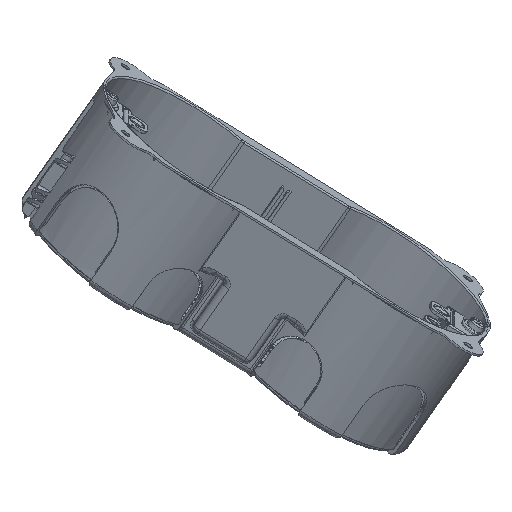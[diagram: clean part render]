
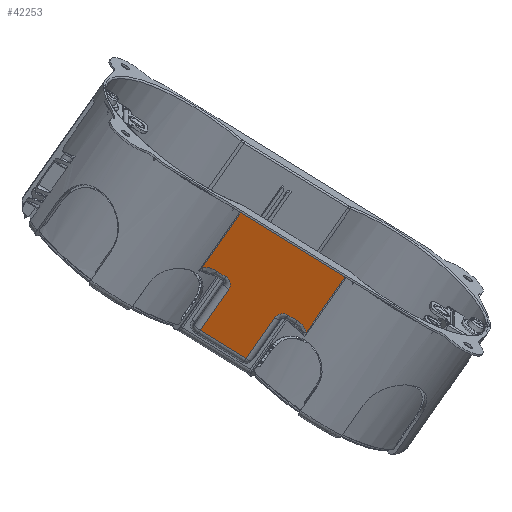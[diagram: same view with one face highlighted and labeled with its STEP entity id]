
A CAD part, front view. The second image highlights one B-rep face of the part: STEP entity #42253.
In plain terms, the highlighted face is planar.
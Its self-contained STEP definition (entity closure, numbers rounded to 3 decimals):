
#8917=CARTESIAN_POINT('Vertex',(-8.2,-29.,-23.8)) ;
#8920=CARTESIAN_POINT('Axis2P3D Location',(-11.,-29.,-23.8)) ;
#8924=CARTESIAN_POINT('Vertex',(-11.,-29.,-21.)) ;
#8957=CARTESIAN_POINT('Vertex',(-8.2,-29.,-39.4)) ;
#8960=CARTESIAN_POINT('Line Origine',(-8.2,-29.,-21.)) ;
#8988=CARTESIAN_POINT('Vertex',(8.2,-29.,-39.4)) ;
#8991=CARTESIAN_POINT('Line Origine',(0.,-29.,-39.4)) ;
#9026=CARTESIAN_POINT('Vertex',(8.2,-29.,-23.8)) ;
#9029=CARTESIAN_POINT('Line Origine',(8.2,-29.,-21.)) ;
#9064=CARTESIAN_POINT('Vertex',(11.,-29.,-21.)) ;
#9067=CARTESIAN_POINT('Axis2P3D Location',(11.,-29.,-23.8)) ;
#39563=CARTESIAN_POINT('Vertex',(18.596,-29.,-22.435)) ;
#39575=CARTESIAN_POINT('Vertex',(18.596,-29.,-0.6)) ;
#39578=CARTESIAN_POINT('Line Origine',(18.596,-29.,-22.5)) ;
#42172=CARTESIAN_POINT('Axis2P3D Location',(-18.729,-29.,0.)) ;
#42177=CARTESIAN_POINT('Line Origine',(0.,-29.,-0.6)) ;
#42181=CARTESIAN_POINT('Vertex',(-18.596,-29.,-0.6)) ;
#42184=CARTESIAN_POINT('Line Origine',(-18.596,-29.,-11.518)) ;
#42188=CARTESIAN_POINT('Vertex',(-18.596,-29.,-22.435)) ;
#42192=CARTESIAN_POINT('Control Point',(-14.346,-29.,-21.)) ;
#42193=CARTESIAN_POINT('Control Point',(-14.546,-29.,-21.)) ;
#42194=CARTESIAN_POINT('Control Point',(-14.745,-29.,-21.007)) ;
#42195=CARTESIAN_POINT('Control Point',(-14.944,-29.,-21.02)) ;
#42196=CARTESIAN_POINT('Control Point',(-15.546,-29.,-21.08)) ;
#42197=CARTESIAN_POINT('Control Point',(-16.136,-29.,-21.198)) ;
#42198=CARTESIAN_POINT('Control Point',(-16.525,-29.,-21.302)) ;
#42199=CARTESIAN_POINT('Control Point',(-17.088,-29.,-21.495)) ;
#42200=CARTESIAN_POINT('Control Point',(-17.627,-29.,-21.757)) ;
#42201=CARTESIAN_POINT('Control Point',(-17.796,-29.,-21.848)) ;
#42202=CARTESIAN_POINT('Control Point',(-18.064,-29.,-22.009)) ;
#42203=CARTESIAN_POINT('Control Point',(-18.319,-29.,-22.196)) ;
#42204=CARTESIAN_POINT('Control Point',(-18.414,-29.,-22.271)) ;
#42205=CARTESIAN_POINT('Control Point',(-18.506,-29.,-22.35)) ;
#42206=CARTESIAN_POINT('Control Point',(-18.596,-29.,-22.435)) ;
#42207=CARTESIAN_POINT('Vertex',(-14.346,-29.,-21.)) ;
#42210=CARTESIAN_POINT('Line Origine',(-12.673,-29.,-21.)) ;
#42215=CARTESIAN_POINT('Line Origine',(12.673,-29.,-21.)) ;
#42219=CARTESIAN_POINT('Vertex',(14.346,-29.,-21.)) ;
#42223=CARTESIAN_POINT('Control Point',(18.596,-29.,-22.435)) ;
#42224=CARTESIAN_POINT('Control Point',(18.567,-29.,-22.408)) ;
#42225=CARTESIAN_POINT('Control Point',(18.539,-29.,-22.382)) ;
#42226=CARTESIAN_POINT('Control Point',(18.51,-29.,-22.356)) ;
#42227=CARTESIAN_POINT('Control Point',(18.287,-29.,-22.162)) ;
#42228=CARTESIAN_POINT('Control Point',(18.051,-29.,-21.997)) ;
#42229=CARTESIAN_POINT('Control Point',(17.84,-29.,-21.869)) ;
#42230=CARTESIAN_POINT('Control Point',(17.394,-29.,-21.633)) ;
#42231=CARTESIAN_POINT('Control Point',(16.929,-29.,-21.447)) ;
#42232=CARTESIAN_POINT('Control Point',(16.687,-29.,-21.363)) ;
#42233=CARTESIAN_POINT('Control Point',(16.085,-29.,-21.185)) ;
#42234=CARTESIAN_POINT('Control Point',(15.466,-29.,-21.07)) ;
#42235=CARTESIAN_POINT('Control Point',(15.096,-29.,-21.024)) ;
#42236=CARTESIAN_POINT('Control Point',(14.722,-29.,-21.)) ;
#42237=CARTESIAN_POINT('Control Point',(14.346,-29.,-21.)) ;
#8921=DIRECTION('Axis2P3D Direction',(0.,-1.,-0.)) ;
#8961=DIRECTION('Vector Direction',(0.,0.,-1.)) ;
#8992=DIRECTION('Vector Direction',(-1.,0.,0.)) ;
#9030=DIRECTION('Vector Direction',(0.,0.,-1.)) ;
#9068=DIRECTION('Axis2P3D Direction',(0.,-1.,0.)) ;
#39579=DIRECTION('Vector Direction',(0.,0.,1.)) ;
#42173=DIRECTION('Axis2P3D Direction',(0.,-1.,0.)) ;
#42174=DIRECTION('Axis2P3D XDirection',(1.,0.,0.)) ;
#42178=DIRECTION('Vector Direction',(-1.,0.,0.)) ;
#42185=DIRECTION('Vector Direction',(0.,0.,1.)) ;
#42211=DIRECTION('Vector Direction',(1.,0.,0.)) ;
#42216=DIRECTION('Vector Direction',(1.,0.,0.)) ;
#8922=AXIS2_PLACEMENT_3D('Circle Axis2P3D',#8920,#8921,$) ;
#9069=AXIS2_PLACEMENT_3D('Circle Axis2P3D',#9067,#9068,$) ;
#42175=AXIS2_PLACEMENT_3D('Plane Axis2P3D',#42172,#42173,#42174) ;
#42240=ORIENTED_EDGE('',*,*,#39582,.F.) ;
#42241=ORIENTED_EDGE('',*,*,#42183,.F.) ;
#42242=ORIENTED_EDGE('',*,*,#42190,.T.) ;
#42243=ORIENTED_EDGE('',*,*,#42209,.F.) ;
#42244=ORIENTED_EDGE('',*,*,#42214,.F.) ;
#42245=ORIENTED_EDGE('',*,*,#8926,.F.) ;
#42246=ORIENTED_EDGE('',*,*,#8964,.F.) ;
#42247=ORIENTED_EDGE('',*,*,#8995,.F.) ;
#42248=ORIENTED_EDGE('',*,*,#9033,.F.) ;
#42249=ORIENTED_EDGE('',*,*,#9071,.F.) ;
#42250=ORIENTED_EDGE('',*,*,#42221,.F.) ;
#42251=ORIENTED_EDGE('',*,*,#42238,.F.) ;
#8962=VECTOR('Line Direction',#8961,1.) ;
#8993=VECTOR('Line Direction',#8992,1.) ;
#9031=VECTOR('Line Direction',#9030,1.) ;
#39580=VECTOR('Line Direction',#39579,1.) ;
#42179=VECTOR('Line Direction',#42178,1.) ;
#42186=VECTOR('Line Direction',#42185,1.) ;
#42212=VECTOR('Line Direction',#42211,1.) ;
#42217=VECTOR('Line Direction',#42216,1.) ;
#42253=ADVANCED_FACE('PartBody',(#42252),#42176,.T.) ;
#42191=B_SPLINE_CURVE_WITH_KNOTS('',5,(#42192,#42193,#42194,#42195,#42196,#42197,#42198,#42199,#42200,#42201,#42202,#42203,#42204,#42205,#42206),.UNSPECIFIED.,.F.,.U.,(6,3,3,3,6),(9.344,10.63,13.259,14.491,15.245),.UNSPECIFIED.) ;
#42222=B_SPLINE_CURVE_WITH_KNOTS('',5,(#42223,#42224,#42225,#42226,#42227,#42228,#42229,#42230,#42231,#42232,#42233,#42234,#42235,#42236,#42237),.UNSPECIFIED.,.F.,.U.,(6,3,3,3,6),(13.436,13.675,15.25,16.916,19.336),.UNSPECIFIED.) ;
#8923=CIRCLE('generated circle',#8922,2.8) ;
#9070=CIRCLE('generated circle',#9069,2.8) ;
#8926=EDGE_CURVE('',#8918,#8925,#8923,.T.) ;
#8964=EDGE_CURVE('',#8958,#8918,#8963,.F.) ;
#8995=EDGE_CURVE('',#8989,#8958,#8994,.T.) ;
#9033=EDGE_CURVE('',#9027,#8989,#9032,.T.) ;
#9071=EDGE_CURVE('',#9065,#9027,#9070,.T.) ;
#39582=EDGE_CURVE('',#39576,#39564,#39581,.F.) ;
#42183=EDGE_CURVE('',#42182,#39576,#42180,.F.) ;
#42190=EDGE_CURVE('',#42182,#42189,#42187,.F.) ;
#42209=EDGE_CURVE('',#42208,#42189,#42191,.T.) ;
#42214=EDGE_CURVE('',#8925,#42208,#42213,.F.) ;
#42221=EDGE_CURVE('',#42220,#9065,#42218,.F.) ;
#42238=EDGE_CURVE('',#39564,#42220,#42222,.T.) ;
#42239=EDGE_LOOP('',(#42240,#42241,#42242,#42243,#42244,#42245,#42246,#42247,#42248,#42249,#42250,#42251)) ;
#42252=FACE_OUTER_BOUND('',#42239,.T.) ;
#8963=LINE('Line',#8960,#8962) ;
#8994=LINE('Line',#8991,#8993) ;
#9032=LINE('Line',#9029,#9031) ;
#39581=LINE('Line',#39578,#39580) ;
#42180=LINE('Line',#42177,#42179) ;
#42187=LINE('Line',#42184,#42186) ;
#42213=LINE('Line',#42210,#42212) ;
#42218=LINE('Line',#42215,#42217) ;
#42176=PLANE('',#42175) ;
#8918=VERTEX_POINT('',#8917) ;
#8925=VERTEX_POINT('',#8924) ;
#8958=VERTEX_POINT('',#8957) ;
#8989=VERTEX_POINT('',#8988) ;
#9027=VERTEX_POINT('',#9026) ;
#9065=VERTEX_POINT('',#9064) ;
#39564=VERTEX_POINT('',#39563) ;
#39576=VERTEX_POINT('',#39575) ;
#42182=VERTEX_POINT('',#42181) ;
#42189=VERTEX_POINT('',#42188) ;
#42208=VERTEX_POINT('',#42207) ;
#42220=VERTEX_POINT('',#42219) ;
